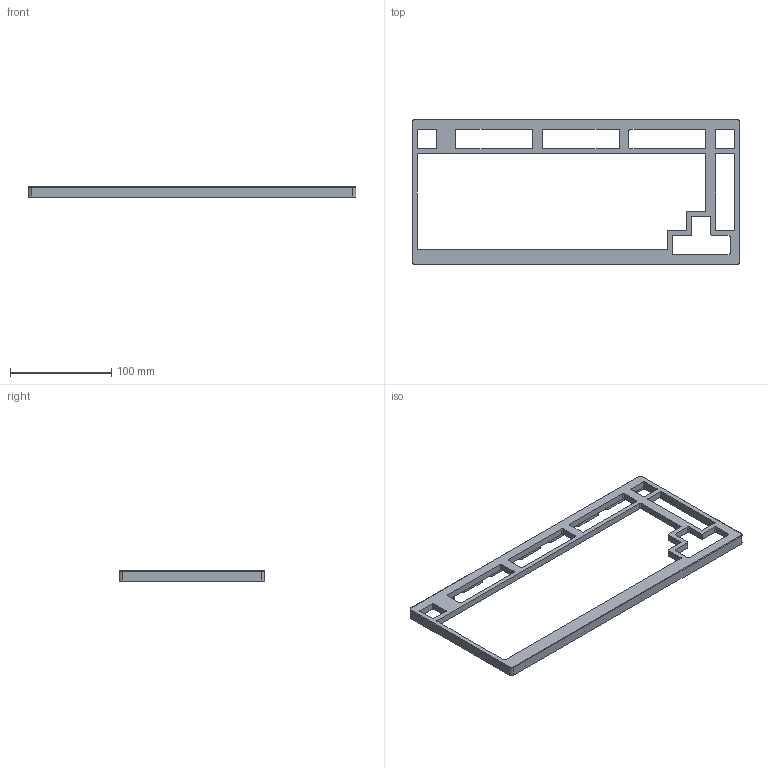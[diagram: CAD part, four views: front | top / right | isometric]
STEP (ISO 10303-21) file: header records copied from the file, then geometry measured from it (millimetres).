
FILE_DESCRIPTION(/* description */ (''),/* implementation_level */ '2;1');
FILE_NAME(/* name */ 'Top Layer v7.step',/* time_stamp */ '2021-10-02T16:47:15+02:00',/* author */ (''),/* organization */ (''),/* preprocessor_version */ 'ST-DEVELOPER v18.1',/* originating_system */ 'Autodesk Translation Framework v10.10.0.1391',/* authorisation */ '');
FILE_SCHEMA (('AUTOMOTIVE_DESIGN { 1 0 10303 214 3 1 1 }'));
Length unit declared in the file: millimetre
Products named in the file (1): Top Layer
Bounding box: 324.32 x 143.83 x 10 mm (x, y, z)
Volume: 101141.6 mm3; surface area: 51101.6 mm2
Topology: 1 solids, 1 shells, 233 faces, 604 edges, 400 vertices
Faces by surface type: cylinder 128, plane 101, torus 4
Full cylindrical faces by diameter (mm): 2.529 x26
Entity records: 7279 total; most frequent: DIRECTION 1332, CARTESIAN_POINT 1238, ORIENTED_EDGE 1208, EDGE_CURVE 604, AXIS2_PLACEMENT_3D 494, VERTEX_POINT 400, LINE 344, VECTOR 344
